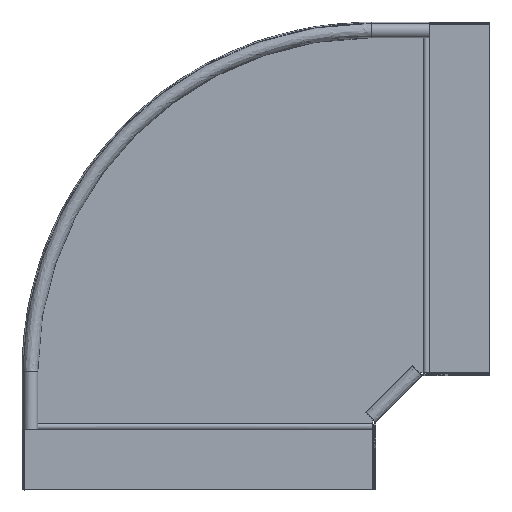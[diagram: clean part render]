
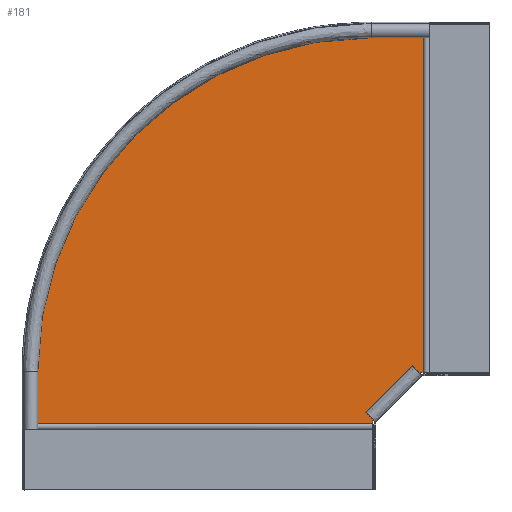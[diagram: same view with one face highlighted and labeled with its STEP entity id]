
A CAD part, top view. The second image highlights one B-rep face of the part: STEP entity #181.
In plain terms, the highlighted planar face has unit normal (0, 0, 1).
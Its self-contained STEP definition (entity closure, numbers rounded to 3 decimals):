
#181=ADVANCED_FACE('',(#351),#2573,.T.);
#351=FACE_OUTER_BOUND('',#521,.T.);
#521=EDGE_LOOP('',(#1275,#1276,#1277,#1278,#1279,#1280,#1281,#1282));
#1275=ORIENTED_EDGE('',*,*,#1689,.F.);
#1276=ORIENTED_EDGE('',*,*,#1702,.F.);
#1277=ORIENTED_EDGE('',*,*,#1718,.F.);
#1278=ORIENTED_EDGE('',*,*,#1722,.F.);
#1279=ORIENTED_EDGE('',*,*,#1731,.F.);
#1280=ORIENTED_EDGE('',*,*,#1732,.T.);
#1281=ORIENTED_EDGE('',*,*,#1730,.F.);
#1282=ORIENTED_EDGE('',*,*,#1725,.F.);
#1689=EDGE_CURVE('',#2368,#2367,#2123,.T.);
#1702=EDGE_CURVE('',#2379,#2368,#2132,.T.);
#1718=EDGE_CURVE('',#2385,#2379,#2140,.T.);
#1722=EDGE_CURVE('',#2387,#2385,#1887,.T.);
#1725=EDGE_CURVE('',#2367,#2390,#2145,.T.);
#1730=EDGE_CURVE('',#2390,#2393,#2150,.T.);
#1731=EDGE_CURVE('',#2394,#2387,#2151,.T.);
#1732=EDGE_CURVE('',#2394,#2393,#2152,.T.);
#1887=(
BOUNDED_CURVE()
B_SPLINE_CURVE(2,(#7070,#7071,#7072),.UNSPECIFIED.,.F.,.F.)
B_SPLINE_CURVE_WITH_KNOTS((3,3),(-466.527,0.),.UNSPECIFIED.)
CURVE()
GEOMETRIC_REPRESENTATION_ITEM()
RATIONAL_B_SPLINE_CURVE((1.,0.707,1.))
REPRESENTATION_ITEM('')
);
#2123=B_SPLINE_CURVE_WITH_KNOTS('',1,(#6984,#6985),.UNSPECIFIED.,.F.,.F.,
(2,2),(-1.972,0.),.UNSPECIFIED.);
#2132=B_SPLINE_CURVE_WITH_KNOTS('',1,(#7016,#7017),.UNSPECIFIED.,.F.,.F.,
(2,2),(0.,298.5),.UNSPECIFIED.);
#2140=B_SPLINE_CURVE_WITH_KNOTS('',1,(#7062,#7063),.UNSPECIFIED.,.F.,.F.,
(2,2),(-44.522,0.),.UNSPECIFIED.);
#2145=B_SPLINE_CURVE_WITH_KNOTS('',1,(#7078,#7079),.UNSPECIFIED.,.F.,.F.,
(2,2),(-58.053,0.),.UNSPECIFIED.);
#2150=B_SPLINE_CURVE_WITH_KNOTS('',1,(#7088,#7089),.UNSPECIFIED.,.F.,.F.,
(2,2),(-1.972,0.),.UNSPECIFIED.);
#2151=B_SPLINE_CURVE_WITH_KNOTS('',1,(#7090,#7091),.UNSPECIFIED.,.F.,.F.,
(2,2),(-44.522,0.),.UNSPECIFIED.);
#2152=B_SPLINE_CURVE_WITH_KNOTS('',1,(#7092,#7093),.UNSPECIFIED.,.F.,.F.,
(2,2),(0.,298.5),.UNSPECIFIED.);
#2367=VERTEX_POINT('',#6936);
#2368=VERTEX_POINT('',#6937);
#2379=VERTEX_POINT('',#6948);
#2385=VERTEX_POINT('',#6954);
#2387=VERTEX_POINT('',#6956);
#2390=VERTEX_POINT('',#6959);
#2393=VERTEX_POINT('',#6962);
#2394=VERTEX_POINT('',#6963);
#2573=PLANE('',#2696);
#2696=AXIS2_PLACEMENT_3D('',#6816,#2784,$);
#2784=DIRECTION('',(0.,0.,1.));
#6816=CARTESIAN_POINT('',(-23.175,-226.425,0.));
#6936=CARTESIAN_POINT('',(-59.3,-149.25,0.));
#6937=CARTESIAN_POINT('',(-57.328,-149.25,0.));
#6948=CARTESIAN_POINT('',(-57.328,149.25,0.));
#6954=CARTESIAN_POINT('',(-101.85,149.25,0.));
#6956=CARTESIAN_POINT('',(-398.85,-147.75,0.));
#6959=CARTESIAN_POINT('',(-100.35,-190.3,0.));
#6962=CARTESIAN_POINT('',(-100.35,-192.272,0.));
#6963=CARTESIAN_POINT('',(-398.85,-192.272,0.));
#6984=CARTESIAN_POINT('',(-57.328,-149.25,0.));
#6985=CARTESIAN_POINT('',(-59.3,-149.25,0.));
#7016=CARTESIAN_POINT('',(-57.328,149.25,0.));
#7017=CARTESIAN_POINT('',(-57.328,-149.25,0.));
#7062=CARTESIAN_POINT('',(-101.85,149.25,0.));
#7063=CARTESIAN_POINT('',(-57.328,149.25,0.));
#7070=CARTESIAN_POINT('',(-398.85,-147.75,0.));
#7071=CARTESIAN_POINT('',(-398.85,149.25,0.));
#7072=CARTESIAN_POINT('',(-101.85,149.25,0.));
#7078=CARTESIAN_POINT('',(-59.3,-149.25,0.));
#7079=CARTESIAN_POINT('',(-100.35,-190.3,0.));
#7088=CARTESIAN_POINT('',(-100.35,-190.3,0.));
#7089=CARTESIAN_POINT('',(-100.35,-192.272,0.));
#7090=CARTESIAN_POINT('',(-398.85,-192.272,0.));
#7091=CARTESIAN_POINT('',(-398.85,-147.75,0.));
#7092=CARTESIAN_POINT('',(-398.85,-192.272,0.));
#7093=CARTESIAN_POINT('',(-100.35,-192.272,0.));
